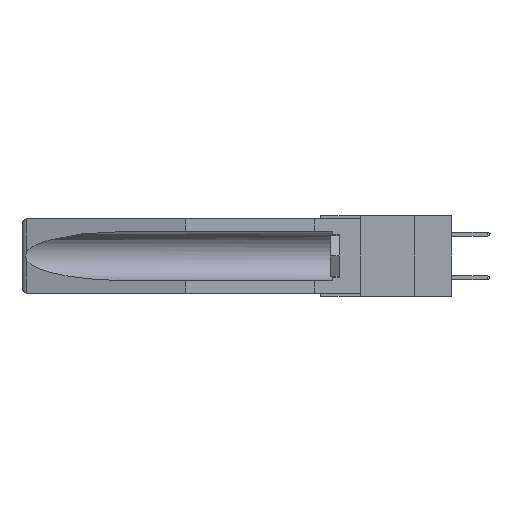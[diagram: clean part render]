
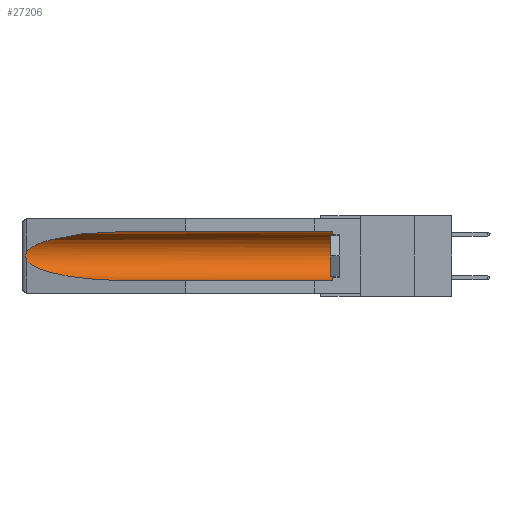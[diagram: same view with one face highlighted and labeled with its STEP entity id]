
A CAD part, left-side view. The second image highlights one B-rep face of the part: STEP entity #27206.
In plain terms, the highlighted cylindrical face has radius 2.857 mm (diameter 5.715 mm), a partial arc.
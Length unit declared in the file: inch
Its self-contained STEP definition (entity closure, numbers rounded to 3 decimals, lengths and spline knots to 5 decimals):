
#3498 = EDGE_CURVE ( 'NONE', #21807, #9698, #3567, .T. ) ;
#3567 =( BOUNDED_CURVE ( )  B_SPLINE_CURVE ( 3, ( #14831, #4401, #23003, #25686 ),
 .UNSPECIFIED., .F., .F. ) 
 B_SPLINE_CURVE_WITH_KNOTS ( ( 4, 4 ),
 ( 4.71239, 6.08839 ),
 .UNSPECIFIED. ) 
 CURVE ( )  GEOMETRIC_REPRESENTATION_ITEM ( )  RATIONAL_B_SPLINE_CURVE ( ( 1., 0.848, 0.848, 1. ) ) 
 REPRESENTATION_ITEM ( '' )  );
#3870 = ORIENTED_EDGE ( 'NONE', *, *, #33290, .T. ) ;
#4138 = CARTESIAN_POINT ( 'NONE',  ( 0.2673, 1.5327, -0.16383 ) ) ;
#4155 = CARTESIAN_POINT ( 'NONE',  ( 0.21114, 1.30732, -0.284 ) ) ;
#4401 = CARTESIAN_POINT ( 'NONE',  ( 0.21114, 1.30732, -0.059 ) ) ;
#5432 = CARTESIAN_POINT ( 'NONE',  ( 0.155, 1.07973, -0.284 ) ) ;
#6469 = CARTESIAN_POINT ( 'NONE',  ( 0.155, 0.126, -0.284 ) ) ;
#6811 = DIRECTION ( 'NONE',  ( 0., 1., 0. ) ) ;
#7692 = VERTEX_POINT ( 'NONE', #6469 ) ;
#8180 = ORIENTED_EDGE ( 'NONE', *, *, #28767, .T. ) ;
#8260 = EDGE_CURVE ( 'NONE', #9698, #15791, #19689, .T. ) ;
#8386 =( BOUNDED_CURVE ( )  B_SPLINE_CURVE ( 3, ( #33462, #20168, #4155, #33586 ),
 .UNSPECIFIED., .F., .F. ) 
 B_SPLINE_CURVE_WITH_KNOTS ( ( 4, 4 ),
 ( 0.1948, 1.5708 ),
 .UNSPECIFIED. ) 
 CURVE ( )  GEOMETRIC_REPRESENTATION_ITEM ( )  RATIONAL_B_SPLINE_CURVE ( ( 1., 0.848, 0.848, 1. ) ) 
 REPRESENTATION_ITEM ( '' )  );
#8420 = FACE_OUTER_BOUND ( 'NONE', #28593, .T. ) ;
#8507 = CARTESIAN_POINT ( 'NONE',  ( 0.26537, 1.52718, -0.19328 ) ) ;
#9198 = CARTESIAN_POINT ( 'NONE',  ( 0.26597, 1.52961, -0.15275 ) ) ;
#9698 = VERTEX_POINT ( 'NONE', #17256 ) ;
#9851 = DIRECTION ( 'NONE',  ( 0., 1., 0. ) ) ;
#11113 = DIRECTION ( 'NONE',  ( 0., 0., 1. ) ) ;
#11876 = CARTESIAN_POINT ( 'NONE',  ( 0.2675, 1.53308, -0.17534 ) ) ;
#12567 = VECTOR ( 'NONE', #18149, 39.37008 ) ;
#12643 = CARTESIAN_POINT ( 'NONE',  ( 0.155, -0.30754, -0.059 ) ) ;
#12802 = LINE ( 'NONE', #12643, #19025 ) ;
#13632 = ORIENTED_EDGE ( 'NONE', *, *, #3498, .T. ) ;
#13692 = CARTESIAN_POINT ( 'NONE',  ( 0.155, 0.126, -0.1715 ) ) ;
#13978 = EDGE_CURVE ( 'NONE', #15791, #21042, #8386, .T. ) ;
#14187 = CARTESIAN_POINT ( 'NONE',  ( 0.155, 1.07973, -0.059 ) ) ;
#14831 = CARTESIAN_POINT ( 'NONE',  ( 0.155, 1.07973, -0.059 ) ) ;
#15791 = VERTEX_POINT ( 'NONE', #8507 ) ;
#16663 = CARTESIAN_POINT ( 'NONE',  ( 0.26537, 1.52718, -0.14972 ) ) ;
#17256 = CARTESIAN_POINT ( 'NONE',  ( 0.26537, 1.52718, -0.14972 ) ) ;
#18149 = DIRECTION ( 'NONE',  ( 0., 1., 0. ) ) ;
#18903 = AXIS2_PLACEMENT_3D ( 'NONE', #19878, #6811, #28303 ) ;
#19025 = VECTOR ( 'NONE', #9851, 39.37008 ) ;
#19689 = B_SPLINE_CURVE_WITH_KNOTS ( 'NONE', 3,
 ( #16663, #9198, #27972, #4138, #25429, #11876, #30777, #20037, #22750, #28088 ),
 .UNSPECIFIED., .F., .F.,
 ( 4, 2, 2, 2, 4 ),
 ( 0., 0.00029, 0.00058, 0.00087, 0.00117 ),
 .UNSPECIFIED. ) ;
#19878 = CARTESIAN_POINT ( 'NONE',  ( 0.155, -0.30754, -0.1715 ) ) ;
#20037 = CARTESIAN_POINT ( 'NONE',  ( 0.26655, 1.53094, -0.18657 ) ) ;
#20168 = CARTESIAN_POINT ( 'NONE',  ( 0.25451, 1.48313, -0.24835 ) ) ;
#20838 = CIRCLE ( 'NONE', #22281, 0.1125 ) ;
#21042 = VERTEX_POINT ( 'NONE', #5432 ) ;
#21099 = ORIENTED_EDGE ( 'NONE', *, *, #22079, .F. ) ;
#21795 = CYLINDRICAL_SURFACE ( 'NONE', #18903, 0.1125 ) ;
#21807 = VERTEX_POINT ( 'NONE', #14187 ) ;
#22079 = EDGE_CURVE ( 'NONE', #7692, #21042, #27975, .T. ) ;
#22281 = AXIS2_PLACEMENT_3D ( 'NONE', #13692, #27430, #11113 ) ;
#22750 = CARTESIAN_POINT ( 'NONE',  ( 0.26597, 1.5296, -0.19026 ) ) ;
#23003 = CARTESIAN_POINT ( 'NONE',  ( 0.25451, 1.48313, -0.09465 ) ) ;
#24526 = ORIENTED_EDGE ( 'NONE', *, *, #13978, .T. ) ;
#25429 = CARTESIAN_POINT ( 'NONE',  ( 0.2675, 1.53308, -0.16763 ) ) ;
#25686 = CARTESIAN_POINT ( 'NONE',  ( 0.26537, 1.52718, -0.14972 ) ) ;
#27206 = ADVANCED_FACE ( 'NONE', ( #8420 ), #21795, .F. ) ;
#27430 = DIRECTION ( 'NONE',  ( 0., -1., 0. ) ) ;
#27843 = VERTEX_POINT ( 'NONE', #29784 ) ;
#27972 = CARTESIAN_POINT ( 'NONE',  ( 0.26654, 1.53092, -0.15636 ) ) ;
#27975 = LINE ( 'NONE', #31674, #12567 ) ;
#28088 = CARTESIAN_POINT ( 'NONE',  ( 0.26537, 1.52718, -0.19328 ) ) ;
#28303 = DIRECTION ( 'NONE',  ( 0., 0., 1. ) ) ;
#28593 = EDGE_LOOP ( 'NONE', ( #13632, #30759, #24526, #21099, #8180, #3870 ) ) ;
#28767 = EDGE_CURVE ( 'NONE', #7692, #27843, #20838, .T. ) ;
#29784 = CARTESIAN_POINT ( 'NONE',  ( 0.155, 0.126, -0.059 ) ) ;
#30759 = ORIENTED_EDGE ( 'NONE', *, *, #8260, .T. ) ;
#30777 = CARTESIAN_POINT ( 'NONE',  ( 0.2673, 1.53269, -0.17917 ) ) ;
#31674 = CARTESIAN_POINT ( 'NONE',  ( 0.155, -0.30754, -0.284 ) ) ;
#33290 = EDGE_CURVE ( 'NONE', #27843, #21807, #12802, .T. ) ;
#33462 = CARTESIAN_POINT ( 'NONE',  ( 0.26537, 1.52718, -0.19328 ) ) ;
#33586 = CARTESIAN_POINT ( 'NONE',  ( 0.155, 1.07973, -0.284 ) ) ;
